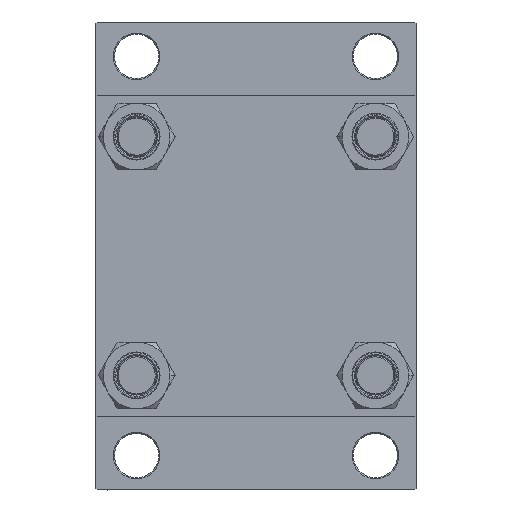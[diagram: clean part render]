
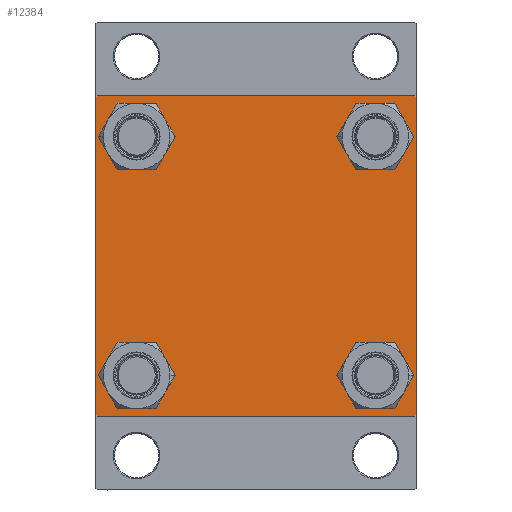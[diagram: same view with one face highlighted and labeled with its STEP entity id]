
A CAD part, left-side view. The second image highlights one B-rep face of the part: STEP entity #12384.
In plain terms, the highlighted planar face has unit normal (-1, 0, 0).
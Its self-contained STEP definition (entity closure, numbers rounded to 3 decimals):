
#276 = CIRCLE ( 'NONE', #19550, 8.5 ) ;
#408 = ORIENTED_EDGE ( 'NONE', *, *, #45306, .T. ) ;
#446 = ORIENTED_EDGE ( 'NONE', *, *, #34324, .F. ) ;
#487 = DIRECTION ( 'NONE',  ( 1., 0., 0. ) ) ;
#1478 = CIRCLE ( 'NONE', #34612, 8.5 ) ;
#2086 = VERTEX_POINT ( 'NONE', #19897 ) ;
#2215 = VECTOR ( 'NONE', #43958, 1000. ) ;
#2265 = CARTESIAN_POINT ( 'NONE',  ( 0., -64.5, 65. ) ) ;
#2394 = DIRECTION ( 'NONE',  ( 1., 0., 0. ) ) ;
#3058 = DIRECTION ( 'NONE',  ( 1., 0., 0. ) ) ;
#3368 = ORIENTED_EDGE ( 'NONE', *, *, #18803, .T. ) ;
#3896 = CARTESIAN_POINT ( 'NONE',  ( 0., -48.45, -48.45 ) ) ;
#4158 = LINE ( 'NONE', #22255, #39666 ) ;
#5036 = EDGE_CURVE ( 'NONE', #46725, #29684, #4158, .T. ) ;
#5406 = EDGE_CURVE ( 'NONE', #9066, #35693, #40416, .T. ) ;
#5433 = LINE ( 'NONE', #11926, #28093 ) ;
#5485 = DIRECTION ( 'NONE',  ( 0., 0., 1. ) ) ;
#5627 = VECTOR ( 'NONE', #14112, 1000. ) ;
#5641 = FACE_OUTER_BOUND ( 'NONE', #45549, .T. ) ;
#5863 = ORIENTED_EDGE ( 'NONE', *, *, #28020, .F. ) ;
#6045 = CIRCLE ( 'NONE', #22965, 8.5 ) ;
#6254 = DIRECTION ( 'NONE',  ( 0., 0., 1. ) ) ;
#6329 = DIRECTION ( 'NONE',  ( 0., 0., 1. ) ) ;
#7126 = LINE ( 'NONE', #47004, #5627 ) ;
#7170 = VECTOR ( 'NONE', #24342, 1000. ) ;
#7556 = LINE ( 'NONE', #29753, #44875 ) ;
#7672 = VERTEX_POINT ( 'NONE', #16037 ) ;
#9039 = DIRECTION ( 'NONE',  ( 0., 0., -1. ) ) ;
#9066 = VERTEX_POINT ( 'NONE', #29421 ) ;
#9577 = VERTEX_POINT ( 'NONE', #2265 ) ;
#9788 = ORIENTED_EDGE ( 'NONE', *, *, #33258, .T. ) ;
#9947 = VERTEX_POINT ( 'NONE', #43244 ) ;
#10120 = DIRECTION ( 'NONE',  ( 0., 0.707, -0.707 ) ) ;
#10271 = DIRECTION ( 'NONE',  ( 0., 0., 1. ) ) ;
#10343 = CARTESIAN_POINT ( 'NONE',  ( 0., -64.5, -65. ) ) ;
#10506 = CARTESIAN_POINT ( 'NONE',  ( 0., -48.45, 48.45 ) ) ;
#11228 = CARTESIAN_POINT ( 'NONE',  ( 0., 48.45, -39.95 ) ) ;
#11326 = LINE ( 'NONE', #22428, #2215 ) ;
#11687 = EDGE_LOOP ( 'NONE', ( #36646, #44610 ) ) ;
#11723 = AXIS2_PLACEMENT_3D ( 'NONE', #41593, #28050, #6329 ) ;
#11926 = CARTESIAN_POINT ( 'NONE',  ( 0., -65., 65. ) ) ;
#12034 = CARTESIAN_POINT ( 'NONE',  ( 0., -65., -64.5 ) ) ;
#12280 = CARTESIAN_POINT ( 'NONE',  ( 0., 48.45, -48.45 ) ) ;
#12384 = ADVANCED_FACE ( 'NONE', ( #12856, #45237, #19866, #27355, #5641 ), #42099, .T. ) ;
#12856 = FACE_BOUND ( 'NONE', #11687, .T. ) ;
#13476 = DIRECTION ( 'NONE',  ( 1., 0., 0. ) ) ;
#14043 = CIRCLE ( 'NONE', #11723, 8.5 ) ;
#14112 = DIRECTION ( 'NONE',  ( 0., -1., 0. ) ) ;
#14214 = AXIS2_PLACEMENT_3D ( 'NONE', #12280, #30639, #27012 ) ;
#14824 = ORIENTED_EDGE ( 'NONE', *, *, #25937, .T. ) ;
#15574 = ORIENTED_EDGE ( 'NONE', *, *, #5036, .T. ) ;
#15741 = CARTESIAN_POINT ( 'NONE',  ( 0., -48.45, 56.95 ) ) ;
#16037 = CARTESIAN_POINT ( 'NONE',  ( 0., 48.45, 56.95 ) ) ;
#16054 = EDGE_LOOP ( 'NONE', ( #24328, #33935 ) ) ;
#16339 = ORIENTED_EDGE ( 'NONE', *, *, #30654, .T. ) ;
#16849 = LINE ( 'NONE', #42710, #7170 ) ;
#17034 = CARTESIAN_POINT ( 'NONE',  ( 0., 48.45, -48.45 ) ) ;
#18803 = EDGE_CURVE ( 'NONE', #35354, #28059, #11326, .T. ) ;
#19231 = AXIS2_PLACEMENT_3D ( 'NONE', #39798, #13476, #36641 ) ;
#19550 = AXIS2_PLACEMENT_3D ( 'NONE', #17034, #31545, #24772 ) ;
#19866 = FACE_BOUND ( 'NONE', #26495, .T. ) ;
#19897 = CARTESIAN_POINT ( 'NONE',  ( 0., -48.45, -39.95 ) ) ;
#20336 = DIRECTION ( 'NONE',  ( -1., 0., 0. ) ) ;
#20762 = EDGE_CURVE ( 'NONE', #7672, #38136, #1478, .T. ) ;
#21530 = EDGE_CURVE ( 'NONE', #44906, #37124, #40074, .T. ) ;
#21596 = CARTESIAN_POINT ( 'NONE',  ( 0., -64.75, -64.75 ) ) ;
#21731 = CIRCLE ( 'NONE', #44123, 8.5 ) ;
#21812 = EDGE_CURVE ( 'NONE', #9947, #35354, #31378, .T. ) ;
#22255 = CARTESIAN_POINT ( 'NONE',  ( 0., 65., -65. ) ) ;
#22269 = DIRECTION ( 'NONE',  ( 0., 0.707, 0.707 ) ) ;
#22428 = CARTESIAN_POINT ( 'NONE',  ( 0., 65., 65. ) ) ;
#22965 = AXIS2_PLACEMENT_3D ( 'NONE', #10506, #3058, #10271 ) ;
#24328 = ORIENTED_EDGE ( 'NONE', *, *, #20762, .T. ) ;
#24342 = DIRECTION ( 'NONE',  ( 0., -0.707, -0.707 ) ) ;
#24772 = DIRECTION ( 'NONE',  ( 0., 0., 1. ) ) ;
#25172 = DIRECTION ( 'NONE',  ( 0., 0., 1. ) ) ;
#25234 = LINE ( 'NONE', #21596, #28097 ) ;
#25426 = VECTOR ( 'NONE', #10120, 1000. ) ;
#25459 = EDGE_CURVE ( 'NONE', #2086, #47041, #21731, .T. ) ;
#25937 = EDGE_CURVE ( 'NONE', #32976, #9577, #7556, .T. ) ;
#26495 = EDGE_LOOP ( 'NONE', ( #9788, #40478 ) ) ;
#26747 = CARTESIAN_POINT ( 'NONE',  ( 0., 64.5, -65. ) ) ;
#26839 = EDGE_CURVE ( 'NONE', #38136, #7672, #14043, .T. ) ;
#27012 = DIRECTION ( 'NONE',  ( 0., 0., 1. ) ) ;
#27355 = FACE_BOUND ( 'NONE', #16054, .T. ) ;
#27461 = EDGE_CURVE ( 'NONE', #28059, #46725, #16849, .T. ) ;
#27660 = ORIENTED_EDGE ( 'NONE', *, *, #21812, .T. ) ;
#28020 = EDGE_CURVE ( 'NONE', #9947, #9577, #7126, .T. ) ;
#28050 = DIRECTION ( 'NONE',  ( 1., 0., 0. ) ) ;
#28059 = VERTEX_POINT ( 'NONE', #37041 ) ;
#28093 = VECTOR ( 'NONE', #9039, 1000. ) ;
#28097 = VECTOR ( 'NONE', #39967, 1000. ) ;
#28363 = AXIS2_PLACEMENT_3D ( 'NONE', #3896, #33555, #29706 ) ;
#28664 = ORIENTED_EDGE ( 'NONE', *, *, #27461, .T. ) ;
#29109 = CIRCLE ( 'NONE', #28363, 8.5 ) ;
#29268 = DIRECTION ( 'NONE',  ( 0., -1., 0. ) ) ;
#29421 = CARTESIAN_POINT ( 'NONE',  ( 0., 48.45, -56.95 ) ) ;
#29684 = VERTEX_POINT ( 'NONE', #10343 ) ;
#29706 = DIRECTION ( 'NONE',  ( 0., 0., 1. ) ) ;
#29753 = CARTESIAN_POINT ( 'NONE',  ( 0., -64.75, 64.75 ) ) ;
#30639 = DIRECTION ( 'NONE',  ( 1., 0., 0. ) ) ;
#30654 = EDGE_CURVE ( 'NONE', #29684, #32149, #25234, .T. ) ;
#31378 = LINE ( 'NONE', #42981, #25426 ) ;
#31545 = DIRECTION ( 'NONE',  ( 1., 0., 0. ) ) ;
#32149 = VERTEX_POINT ( 'NONE', #12034 ) ;
#32976 = VERTEX_POINT ( 'NONE', #45858 ) ;
#33258 = EDGE_CURVE ( 'NONE', #35693, #9066, #276, .T. ) ;
#33555 = DIRECTION ( 'NONE',  ( 1., 0., 0. ) ) ;
#33935 = ORIENTED_EDGE ( 'NONE', *, *, #26839, .T. ) ;
#34012 = CARTESIAN_POINT ( 'NONE',  ( 0., -48.45, -48.45 ) ) ;
#34324 = EDGE_CURVE ( 'NONE', #32976, #32149, #5433, .T. ) ;
#34612 = AXIS2_PLACEMENT_3D ( 'NONE', #39325, #2394, #6254 ) ;
#35354 = VERTEX_POINT ( 'NONE', #43334 ) ;
#35693 = VERTEX_POINT ( 'NONE', #11228 ) ;
#36641 = DIRECTION ( 'NONE',  ( 0., 0., 1. ) ) ;
#36646 = ORIENTED_EDGE ( 'NONE', *, *, #43255, .T. ) ;
#37041 = CARTESIAN_POINT ( 'NONE',  ( 0., 65., -64.5 ) ) ;
#37124 = VERTEX_POINT ( 'NONE', #15741 ) ;
#37668 = ORIENTED_EDGE ( 'NONE', *, *, #25459, .T. ) ;
#38136 = VERTEX_POINT ( 'NONE', #47627 ) ;
#39325 = CARTESIAN_POINT ( 'NONE',  ( 0., 48.45, 48.45 ) ) ;
#39666 = VECTOR ( 'NONE', #29268, 1000. ) ;
#39798 = CARTESIAN_POINT ( 'NONE',  ( 0., -48.45, 48.45 ) ) ;
#39967 = DIRECTION ( 'NONE',  ( 0., -0.707, 0.707 ) ) ;
#40074 = CIRCLE ( 'NONE', #19231, 8.5 ) ;
#40171 = CARTESIAN_POINT ( 'NONE',  ( 0., -48.45, 39.95 ) ) ;
#40416 = CIRCLE ( 'NONE', #14214, 8.5 ) ;
#40478 = ORIENTED_EDGE ( 'NONE', *, *, #5406, .T. ) ;
#41415 = AXIS2_PLACEMENT_3D ( 'NONE', #42356, #20336, #25172 ) ;
#41435 = EDGE_LOOP ( 'NONE', ( #37668, #408 ) ) ;
#41593 = CARTESIAN_POINT ( 'NONE',  ( 0., 48.45, 48.45 ) ) ;
#42099 = PLANE ( 'NONE',  #41415 ) ;
#42356 = CARTESIAN_POINT ( 'NONE',  ( 0., 0., 0. ) ) ;
#42710 = CARTESIAN_POINT ( 'NONE',  ( 0., 64.75, -64.75 ) ) ;
#42981 = CARTESIAN_POINT ( 'NONE',  ( 0., 64.75, 64.75 ) ) ;
#43244 = CARTESIAN_POINT ( 'NONE',  ( 0., 64.5, 65. ) ) ;
#43255 = EDGE_CURVE ( 'NONE', #37124, #44906, #6045, .T. ) ;
#43334 = CARTESIAN_POINT ( 'NONE',  ( 0., 65., 64.5 ) ) ;
#43958 = DIRECTION ( 'NONE',  ( 0., 0., -1. ) ) ;
#44123 = AXIS2_PLACEMENT_3D ( 'NONE', #34012, #487, #5485 ) ;
#44360 = CARTESIAN_POINT ( 'NONE',  ( 0., -48.45, -56.95 ) ) ;
#44610 = ORIENTED_EDGE ( 'NONE', *, *, #21530, .T. ) ;
#44875 = VECTOR ( 'NONE', #22269, 1000. ) ;
#44906 = VERTEX_POINT ( 'NONE', #40171 ) ;
#45237 = FACE_BOUND ( 'NONE', #41435, .T. ) ;
#45306 = EDGE_CURVE ( 'NONE', #47041, #2086, #29109, .T. ) ;
#45549 = EDGE_LOOP ( 'NONE', ( #3368, #28664, #15574, #16339, #446, #14824, #5863, #27660 ) ) ;
#45858 = CARTESIAN_POINT ( 'NONE',  ( 0., -65., 64.5 ) ) ;
#46725 = VERTEX_POINT ( 'NONE', #26747 ) ;
#47004 = CARTESIAN_POINT ( 'NONE',  ( 0., 65., 65. ) ) ;
#47041 = VERTEX_POINT ( 'NONE', #44360 ) ;
#47627 = CARTESIAN_POINT ( 'NONE',  ( 0., 48.45, 39.95 ) ) ;
